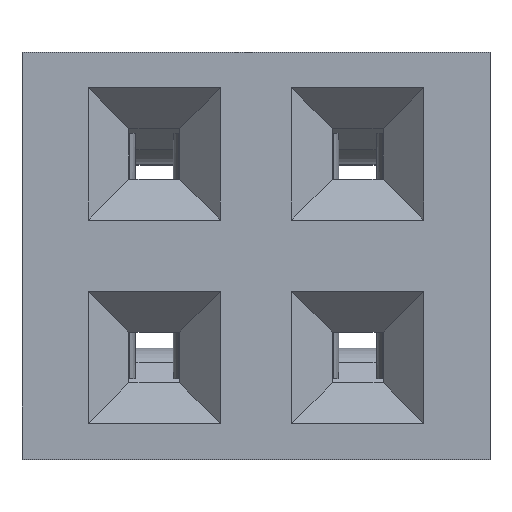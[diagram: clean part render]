
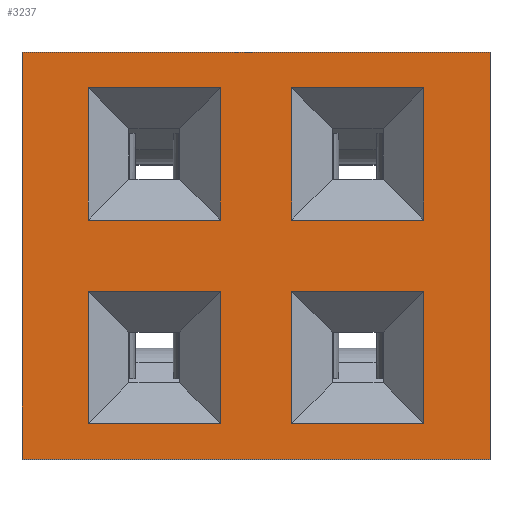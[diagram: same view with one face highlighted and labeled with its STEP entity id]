
A CAD part, top view. The second image highlights one B-rep face of the part: STEP entity #3237.
In plain terms, the highlighted planar face has unit normal (0, 0, 1).
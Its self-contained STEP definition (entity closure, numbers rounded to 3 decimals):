
#169=ORIENTED_EDGE('',*,*,#1129,.T.);
#170=ORIENTED_EDGE('',*,*,#1130,.T.);
#171=ORIENTED_EDGE('',*,*,#1131,.T.);
#172=ORIENTED_EDGE('',*,*,#1132,.T.);
#173=ORIENTED_EDGE('',*,*,#1133,.T.);
#174=ORIENTED_EDGE('',*,*,#1134,.T.);
#175=ORIENTED_EDGE('',*,*,#1135,.T.);
#176=ORIENTED_EDGE('',*,*,#1136,.T.);
#177=ORIENTED_EDGE('',*,*,#1137,.F.);
#178=ORIENTED_EDGE('',*,*,#1138,.F.);
#179=ORIENTED_EDGE('',*,*,#1139,.T.);
#180=ORIENTED_EDGE('',*,*,#1140,.T.);
#181=ORIENTED_EDGE('',*,*,#1141,.T.);
#182=ORIENTED_EDGE('',*,*,#1142,.T.);
#183=ORIENTED_EDGE('',*,*,#1143,.T.);
#184=ORIENTED_EDGE('',*,*,#1144,.T.);
#185=ORIENTED_EDGE('',*,*,#1145,.T.);
#186=ORIENTED_EDGE('',*,*,#1146,.T.);
#187=ORIENTED_EDGE('',*,*,#1147,.T.);
#188=ORIENTED_EDGE('',*,*,#1148,.T.);
#1129=EDGE_CURVE('',#1609,#1610,#1911,.T.);
#1130=EDGE_CURVE('',#1610,#1611,#1912,.T.);
#1131=EDGE_CURVE('',#1611,#1612,#1913,.T.);
#1132=EDGE_CURVE('',#1612,#1609,#1914,.T.);
#1133=EDGE_CURVE('',#1613,#1614,#1915,.T.);
#1134=EDGE_CURVE('',#1614,#1615,#1916,.T.);
#1135=EDGE_CURVE('',#1615,#1616,#1917,.T.);
#1136=EDGE_CURVE('',#1616,#1613,#1918,.T.);
#1137=EDGE_CURVE('',#1617,#1618,#1919,.T.);
#1138=EDGE_CURVE('',#1619,#1617,#1920,.T.);
#1139=EDGE_CURVE('',#1619,#1620,#1921,.T.);
#1140=EDGE_CURVE('',#1620,#1618,#1922,.T.);
#1141=EDGE_CURVE('',#1621,#1622,#1923,.T.);
#1142=EDGE_CURVE('',#1622,#1623,#1924,.T.);
#1143=EDGE_CURVE('',#1623,#1624,#1925,.T.);
#1144=EDGE_CURVE('',#1624,#1621,#1926,.T.);
#1145=EDGE_CURVE('',#1625,#1626,#1927,.T.);
#1146=EDGE_CURVE('',#1626,#1627,#1928,.T.);
#1147=EDGE_CURVE('',#1627,#1628,#1929,.T.);
#1148=EDGE_CURVE('',#1628,#1625,#1930,.T.);
#1609=VERTEX_POINT('',#4630);
#1610=VERTEX_POINT('',#4631);
#1611=VERTEX_POINT('',#4633);
#1612=VERTEX_POINT('',#4635);
#1613=VERTEX_POINT('',#4638);
#1614=VERTEX_POINT('',#4639);
#1615=VERTEX_POINT('',#4641);
#1616=VERTEX_POINT('',#4643);
#1617=VERTEX_POINT('',#4646);
#1618=VERTEX_POINT('',#4647);
#1619=VERTEX_POINT('',#4649);
#1620=VERTEX_POINT('',#4651);
#1621=VERTEX_POINT('',#4654);
#1622=VERTEX_POINT('',#4655);
#1623=VERTEX_POINT('',#4657);
#1624=VERTEX_POINT('',#4659);
#1625=VERTEX_POINT('',#4662);
#1626=VERTEX_POINT('',#4663);
#1627=VERTEX_POINT('',#4665);
#1628=VERTEX_POINT('',#4667);
#1911=LINE('',#4629,#2315);
#1912=LINE('',#4632,#2316);
#1913=LINE('',#4634,#2317);
#1914=LINE('',#4636,#2318);
#1915=LINE('',#4637,#2319);
#1916=LINE('',#4640,#2320);
#1917=LINE('',#4642,#2321);
#1918=LINE('',#4644,#2322);
#1919=LINE('',#4645,#2323);
#1920=LINE('',#4648,#2324);
#1921=LINE('',#4650,#2325);
#1922=LINE('',#4652,#2326);
#1923=LINE('',#4653,#2327);
#1924=LINE('',#4656,#2328);
#1925=LINE('',#4658,#2329);
#1926=LINE('',#4660,#2330);
#1927=LINE('',#4661,#2331);
#1928=LINE('',#4664,#2332);
#1929=LINE('',#4666,#2333);
#1930=LINE('',#4668,#2334);
#2315=VECTOR('',#3714,1000.);
#2316=VECTOR('',#3715,1000.);
#2317=VECTOR('',#3716,1000.);
#2318=VECTOR('',#3717,1000.);
#2319=VECTOR('',#3718,1000.);
#2320=VECTOR('',#3719,1000.);
#2321=VECTOR('',#3720,1000.);
#2322=VECTOR('',#3721,1000.);
#2323=VECTOR('',#3722,1000.);
#2324=VECTOR('',#3723,1000.);
#2325=VECTOR('',#3724,1000.);
#2326=VECTOR('',#3725,1000.);
#2327=VECTOR('',#3726,1000.);
#2328=VECTOR('',#3727,1000.);
#2329=VECTOR('',#3728,1000.);
#2330=VECTOR('',#3729,1000.);
#2331=VECTOR('',#3730,1000.);
#2332=VECTOR('',#3731,1000.);
#2333=VECTOR('',#3732,1000.);
#2334=VECTOR('',#3733,1000.);
#2712=EDGE_LOOP('',(#169,#170,#171,#172));
#2713=EDGE_LOOP('',(#173,#174,#175,#176));
#2714=EDGE_LOOP('',(#177,#178,#179,#180));
#2715=EDGE_LOOP('',(#181,#182,#183,#184));
#2716=EDGE_LOOP('',(#185,#186,#187,#188));
#2904=FACE_BOUND('',#2712,.T.);
#2905=FACE_BOUND('',#2713,.T.);
#2906=FACE_BOUND('',#2714,.T.);
#2907=FACE_BOUND('',#2715,.T.);
#2908=FACE_BOUND('',#2716,.T.);
#3096=PLANE('',#3447);
#3237=ADVANCED_FACE('',(#2904,#2905,#2906,#2907,#2908),#3096,.T.);
#3447=AXIS2_PLACEMENT_3D('',#4628,#3712,#3713);
#3712=DIRECTION('',(0.,0.,1.));
#3713=DIRECTION('',(1.,0.,0.));
#3714=DIRECTION('',(-1.,0.,0.));
#3715=DIRECTION('',(0.,1.,0.));
#3716=DIRECTION('',(1.,0.,0.));
#3717=DIRECTION('',(0.,-1.,0.));
#3718=DIRECTION('',(-1.,0.,0.));
#3719=DIRECTION('',(0.,1.,0.));
#3720=DIRECTION('',(1.,0.,0.));
#3721=DIRECTION('',(0.,-1.,0.));
#3722=DIRECTION('',(1.,0.,0.));
#3723=DIRECTION('',(0.,1.,0.));
#3724=DIRECTION('',(1.,0.,0.));
#3725=DIRECTION('',(0.,1.,0.));
#3726=DIRECTION('',(-1.,0.,0.));
#3727=DIRECTION('',(0.,1.,0.));
#3728=DIRECTION('',(1.,0.,0.));
#3729=DIRECTION('',(0.,-1.,0.));
#3730=DIRECTION('',(-1.,0.,0.));
#3731=DIRECTION('',(0.,1.,0.));
#3732=DIRECTION('',(1.,0.,0.));
#3733=DIRECTION('',(0.,-1.,0.));
#4628=CARTESIAN_POINT('',(-2.3,-2.,2.15));
#4629=CARTESIAN_POINT('',(-2.3,-1.65,2.15));
#4630=CARTESIAN_POINT('',(1.65,-1.65,2.15));
#4631=CARTESIAN_POINT('',(0.35,-1.65,2.15));
#4632=CARTESIAN_POINT('',(0.35,-2.,2.15));
#4633=CARTESIAN_POINT('',(0.35,-0.35,2.15));
#4634=CARTESIAN_POINT('',(-2.3,-0.35,2.15));
#4635=CARTESIAN_POINT('',(1.65,-0.35,2.15));
#4636=CARTESIAN_POINT('',(1.65,-2.,2.15));
#4637=CARTESIAN_POINT('',(-2.3,0.35,2.15));
#4638=CARTESIAN_POINT('',(1.65,0.35,2.15));
#4639=CARTESIAN_POINT('',(0.35,0.35,2.15));
#4640=CARTESIAN_POINT('',(0.35,-2.,2.15));
#4641=CARTESIAN_POINT('',(0.35,1.65,2.15));
#4642=CARTESIAN_POINT('',(-2.3,1.65,2.15));
#4643=CARTESIAN_POINT('',(1.65,1.65,2.15));
#4644=CARTESIAN_POINT('',(1.65,-2.,2.15));
#4645=CARTESIAN_POINT('',(-2.3,2.,2.15));
#4646=CARTESIAN_POINT('',(-2.3,2.,2.15));
#4647=CARTESIAN_POINT('',(2.3,2.,2.15));
#4648=CARTESIAN_POINT('',(-2.3,-2.,2.15));
#4649=CARTESIAN_POINT('',(-2.3,-2.,2.15));
#4650=CARTESIAN_POINT('',(-2.3,-2.,2.15));
#4651=CARTESIAN_POINT('',(2.3,-2.,2.15));
#4652=CARTESIAN_POINT('',(2.3,-2.,2.15));
#4653=CARTESIAN_POINT('',(-2.3,0.35,2.15));
#4654=CARTESIAN_POINT('',(-0.35,0.35,2.15));
#4655=CARTESIAN_POINT('',(-1.65,0.35,2.15));
#4656=CARTESIAN_POINT('',(-1.65,-2.,2.15));
#4657=CARTESIAN_POINT('',(-1.65,1.65,2.15));
#4658=CARTESIAN_POINT('',(-2.3,1.65,2.15));
#4659=CARTESIAN_POINT('',(-0.35,1.65,2.15));
#4660=CARTESIAN_POINT('',(-0.35,-2.,2.15));
#4661=CARTESIAN_POINT('',(-2.3,-1.65,2.15));
#4662=CARTESIAN_POINT('',(-0.35,-1.65,2.15));
#4663=CARTESIAN_POINT('',(-1.65,-1.65,2.15));
#4664=CARTESIAN_POINT('',(-1.65,-2.,2.15));
#4665=CARTESIAN_POINT('',(-1.65,-0.35,2.15));
#4666=CARTESIAN_POINT('',(-2.3,-0.35,2.15));
#4667=CARTESIAN_POINT('',(-0.35,-0.35,2.15));
#4668=CARTESIAN_POINT('',(-0.35,-2.,2.15));
